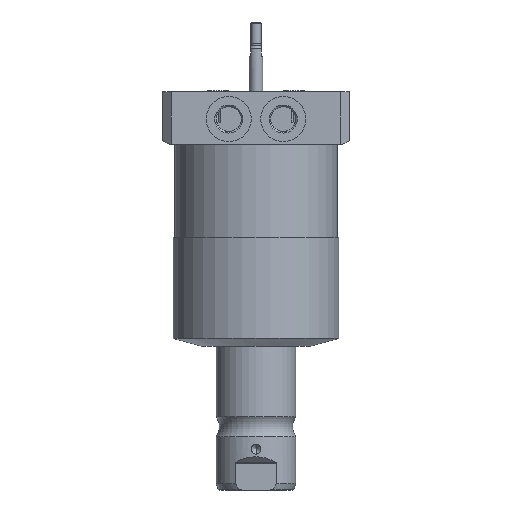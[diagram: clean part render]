
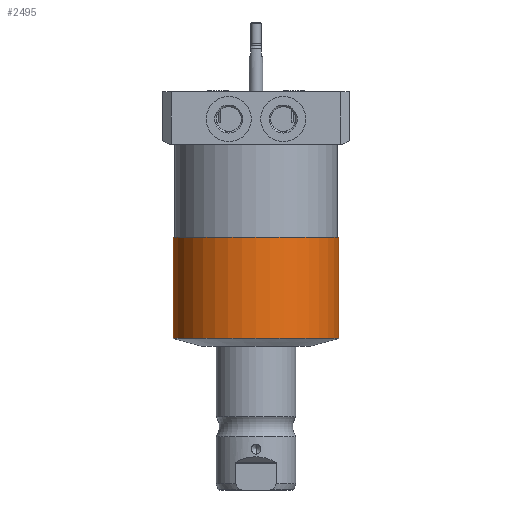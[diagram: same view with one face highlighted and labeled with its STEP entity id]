
A CAD part, left-side view. The second image highlights one B-rep face of the part: STEP entity #2495.
In plain terms, the highlighted cylindrical face has radius 39.523 mm (diameter 79.045 mm), a partial arc.
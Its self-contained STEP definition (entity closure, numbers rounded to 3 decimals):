
#225=CARTESIAN_POINT('',(0.,0.,-44.45));
#226=DIRECTION('',(0.,0.,-1.));
#227=DIRECTION('',(0.,-1.,0.));
#228=AXIS2_PLACEMENT_3D('',#225,#226,#227);
#235=DIRECTION('',(0.,0.,-1.));
#236=VECTOR('',#235,48.159);
#237=CARTESIAN_POINT('',(0.,-39.523,-44.45));
#238=LINE('',#237,#236);
#239=CARTESIAN_POINT('',(0.,0.,-92.609));
#240=DIRECTION('',(0.,0.,-1.));
#241=DIRECTION('',(0.,-1.,0.));
#242=AXIS2_PLACEMENT_3D('',#239,#240,#241);
#277=DIRECTION('',(0.,0.,-1.));
#278=VECTOR('',#277,48.159);
#279=CARTESIAN_POINT('',(0.,39.523,-44.45));
#280=LINE('',#279,#278);
#2207=CARTESIAN_POINT('',(0.,-39.523,-44.45));
#2208=CARTESIAN_POINT('',(0.,39.523,-44.45));
#2209=VERTEX_POINT('',#2207);
#2210=VERTEX_POINT('',#2208);
#2215=CARTESIAN_POINT('',(0.,-39.523,-92.609));
#2216=CARTESIAN_POINT('',(0.,39.523,-92.609));
#2217=VERTEX_POINT('',#2215);
#2218=VERTEX_POINT('',#2216);
#2481=CARTESIAN_POINT('',(0.,0.,0.));
#2482=DIRECTION('',(0.,0.,-1.));
#2483=DIRECTION('',(0.,-1.,0.));
#2484=AXIS2_PLACEMENT_3D('',#2481,#2482,#2483);
#2485=CYLINDRICAL_SURFACE('',#2484,39.523);
#2487=ORIENTED_EDGE('',*,*,#2486,.T.);
#2489=ORIENTED_EDGE('',*,*,#2488,.F.);
#2490=ORIENTED_EDGE('',*,*,#2470,.F.);
#2492=ORIENTED_EDGE('',*,*,#2491,.T.);
#2493=EDGE_LOOP('',(#2487,#2489,#2490,#2492));
#2494=FACE_OUTER_BOUND('',#2493,.F.);
#229=CIRCLE('',#228,39.523);
#243=CIRCLE('',#242,39.523);
#2470=EDGE_CURVE('',#2209,#2210,#229,.T.);
#2486=EDGE_CURVE('',#2217,#2218,#243,.T.);
#2488=EDGE_CURVE('',#2210,#2218,#280,.T.);
#2491=EDGE_CURVE('',#2209,#2217,#238,.T.);
#2495=ADVANCED_FACE('',(#2494),#2485,.T.);
